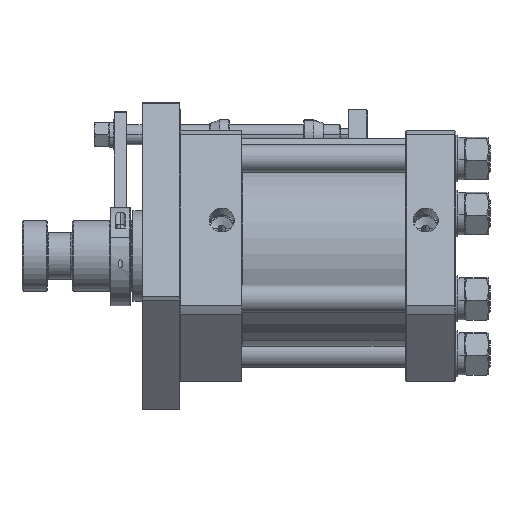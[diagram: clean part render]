
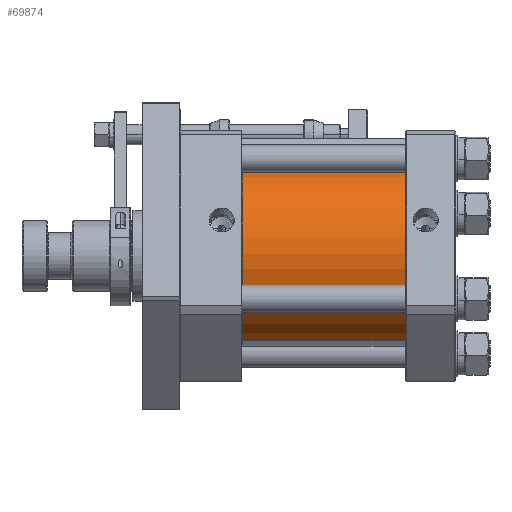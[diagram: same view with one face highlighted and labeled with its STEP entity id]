
A CAD part, left-side view. The second image highlights one B-rep face of the part: STEP entity #69874.
In plain terms, the highlighted cylindrical face has radius 90 mm (diameter 180 mm), a partial arc.
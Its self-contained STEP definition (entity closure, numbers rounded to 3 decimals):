
#11003 = VERTEX_POINT ( 'NONE', #24171 ) ;
#11005 = VERTEX_POINT ( 'NONE', #23948 ) ;
#11026 = VERTEX_POINT ( 'NONE', #23877 ) ;
#11033 = VERTEX_POINT ( 'NONE', #24211 ) ;
#14056 = ORIENTED_EDGE ( 'NONE', *, *, #64912, .T. ) ;
#14057 = ORIENTED_EDGE ( 'NONE', *, *, #64911, .F. ) ;
#14058 = ORIENTED_EDGE ( 'NONE', *, *, #64913, .T. ) ;
#14059 = ORIENTED_EDGE ( 'NONE', *, *, #64914, .F. ) ;
#18647 = LINE ( 'NONE', #58357, #20745 ) ;
#18649 = LINE ( 'NONE', #58359, #20747 ) ;
#20742 = CIRCLE ( 'NONE', #20749, 90. ) ;
#20745 = VECTOR ( 'NONE', #58358, 1000. ) ;
#20746 = CIRCLE ( 'NONE', #20748, 90. ) ;
#20747 = VECTOR ( 'NONE', #58360, 1000. ) ;
#20748 = AXIS2_PLACEMENT_3D ( 'NONE', #58361, #58362, #58363 ) ;
#20749 = AXIS2_PLACEMENT_3D ( 'NONE', #58364, #58365, #58366 ) ;
#23319 = CARTESIAN_POINT ( 'NONE',  ( -430.632, -73.084, 0. ) ) ;
#23320 = DIRECTION ( 'NONE',  ( -1., 0., 0. ) ) ;
#23321 = DIRECTION ( 'NONE',  ( 0., 0., 1. ) ) ;
#23877 = CARTESIAN_POINT ( 'NONE',  ( -257.626, -73.084, 90. ) ) ;
#23948 = CARTESIAN_POINT ( 'NONE',  ( -419.626, -73.084, 90. ) ) ;
#24171 = CARTESIAN_POINT ( 'NONE',  ( -419.626, -73.084, -90. ) ) ;
#24211 = CARTESIAN_POINT ( 'NONE',  ( -257.626, -73.084, -90. ) ) ;
#37804 = EDGE_LOOP ( 'NONE', ( #14057, #14058, #14056, #14059 ) ) ;
#56729 = FACE_OUTER_BOUND ( 'NONE', #37804, .T. ) ;
#56730 = CYLINDRICAL_SURFACE ( 'NONE', #57977, 90. ) ;
#57977 = AXIS2_PLACEMENT_3D ( 'NONE', #23319, #23320, #23321 ) ;
#58357 = CARTESIAN_POINT ( 'NONE',  ( -430.632, -73.084, -90. ) ) ;
#58358 = DIRECTION ( 'NONE',  ( -1., 0., 0. ) ) ;
#58359 = CARTESIAN_POINT ( 'NONE',  ( -430.632, -73.084, 90. ) ) ;
#58360 = DIRECTION ( 'NONE',  ( -1., 0., 0. ) ) ;
#58361 = CARTESIAN_POINT ( 'NONE',  ( -257.626, -73.084, 0. ) ) ;
#58362 = DIRECTION ( 'NONE',  ( -1., 0., 0. ) ) ;
#58363 = DIRECTION ( 'NONE',  ( 0., 0., 1. ) ) ;
#58364 = CARTESIAN_POINT ( 'NONE',  ( -419.626, -73.084, 0. ) ) ;
#58365 = DIRECTION ( 'NONE',  ( -1., 0., 0. ) ) ;
#58366 = DIRECTION ( 'NONE',  ( 0., 0., 1. ) ) ;
#64911 = EDGE_CURVE ( 'NONE', #11033, #11003, #18647, .T. ) ;
#64912 = EDGE_CURVE ( 'NONE', #11026, #11005, #18649, .T. ) ;
#64913 = EDGE_CURVE ( 'NONE', #11033, #11026, #20746, .T. ) ;
#64914 = EDGE_CURVE ( 'NONE', #11003, #11005, #20742, .T. ) ;
#69874 = ADVANCED_FACE ( 'NONE', ( #56729 ), #56730, .T. ) ;
